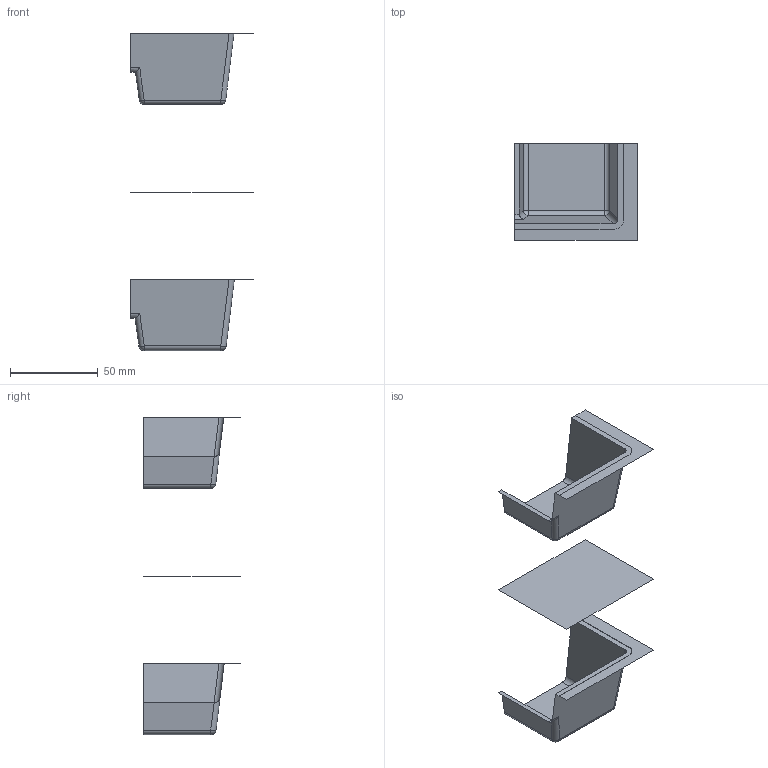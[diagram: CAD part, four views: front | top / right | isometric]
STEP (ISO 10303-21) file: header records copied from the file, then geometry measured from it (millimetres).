
FILE_DESCRIPTION (( 'STEP AP214' ), '1' );
FILE_NAME ('thermoform 28-06.STEP', '2018-06-28T12:41:29', ( '' ), ( '' ), 'SwSTEP 2.0', 'SolidWorks 2015', '' );
FILE_SCHEMA (( 'AUTOMOTIVE_DESIGN' ));
Length unit declared in the file: millimetre
Products named in the file (4): Top part; Bottom part; Sheet; thermoform 28-06
Assembly tree (3 placements, depth 2):
  thermoform 28-06
    Sheet
    Bottom part
    Top part
Bounding box: 70 x 55 x 180.84 mm (x, y, z)
Surface area: 19558 mm2 (no closed solid volume)
Topology: 0 solids, 3 shells, 34 faces, 99 edges, 64 vertices
Faces by surface type: plane 17, cylinder 12, sphere 4, bspline 1
Entity records: 1281 total; most frequent: CARTESIAN_POINT 323, DIRECTION 182, ORIENTED_EDGE 154, EDGE_CURVE 95, LINE 68, VECTOR 68, VERTEX_POINT 64, AXIS2_PLACEMENT_3D 57
